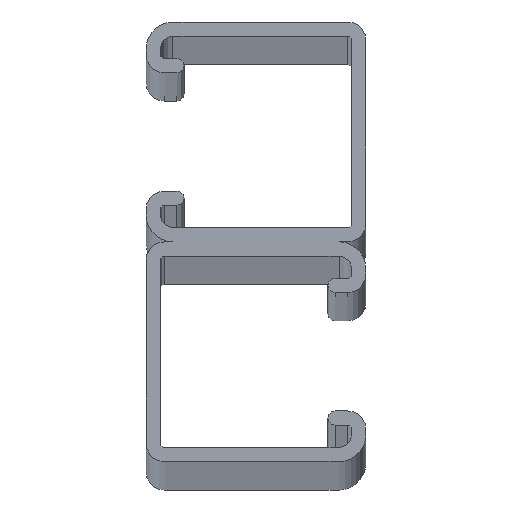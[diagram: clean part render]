
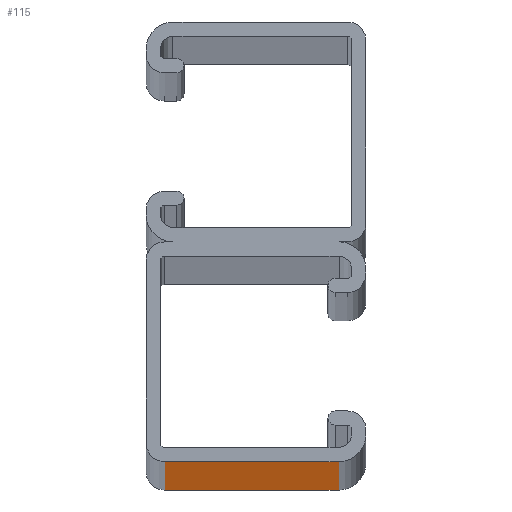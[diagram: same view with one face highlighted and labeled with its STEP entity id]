
A CAD part, top view. The second image highlights one B-rep face of the part: STEP entity #115.
In plain terms, the highlighted planar face has unit normal (0, -1, 0).
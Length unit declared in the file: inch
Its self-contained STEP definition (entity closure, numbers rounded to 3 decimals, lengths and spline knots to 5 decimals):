
#115=ADVANCED_FACE('',(#271),#272,.T.);
#271=FACE_OUTER_BOUND('',#465,.T.);
#272=PLANE('',#466);
#465=EDGE_LOOP('',(#835,#836,#837,#838));
#466=AXIS2_PLACEMENT_3D('',#839,#840,#841);
#835=ORIENTED_EDGE('',*,*,#1316,.T.);
#836=ORIENTED_EDGE('',*,*,#1376,.F.);
#837=ORIENTED_EDGE('',*,*,#1338,.T.);
#838=ORIENTED_EDGE('',*,*,#1377,.T.);
#839=CARTESIAN_POINT('',(-0.03125,-1.625,0.0));
#840=DIRECTION('',(0.,-1.0,0.0));
#841=DIRECTION('',(1.0,0.,0.0));
#1316=EDGE_CURVE('',#1632,#1630,#1633,.T.);
#1338=EDGE_CURVE('',#1675,#1673,#1676,.T.);
#1376=EDGE_CURVE('',#1675,#1630,#1739,.T.);
#1377=EDGE_CURVE('',#1673,#1632,#1740,.T.);
#1630=VERTEX_POINT('',#2047);
#1632=VERTEX_POINT('',#2049);
#1633=LINE('',#2050,#2051);
#1673=VERTEX_POINT('',#2100);
#1675=VERTEX_POINT('',#2102);
#1676=LINE('',#2103,#2104);
#1739=LINE('',#2180,#2181);
#1740=LINE('',#2182,#2183);
#2047=CARTESIAN_POINT('',(-0.67625,-1.625,120.0));
#2049=CARTESIAN_POINT('',(0.61375,-1.625,120.0));
#2050=CARTESIAN_POINT('',(-0.67625,-1.625,120.0));
#2051=VECTOR('',#2448,1.0);
#2100=CARTESIAN_POINT('',(0.61375,-1.625,0.0));
#2102=CARTESIAN_POINT('',(-0.67625,-1.625,0.0));
#2103=CARTESIAN_POINT('',(-0.67625,-1.625,0.0));
#2104=VECTOR('',#2491,1.0);
#2180=CARTESIAN_POINT('',(-0.67625,-1.625,0.0));
#2181=VECTOR('',#2574,1.0);
#2182=CARTESIAN_POINT('',(0.61375,-1.625,0.0));
#2183=VECTOR('',#2575,1.0);
#2448=DIRECTION('',(-1.0,0.,-0.0));
#2491=DIRECTION('',(1.0,0.,0.0));
#2574=DIRECTION('',(0.0,0.0,1.0));
#2575=DIRECTION('',(0.0,0.0,1.0));
